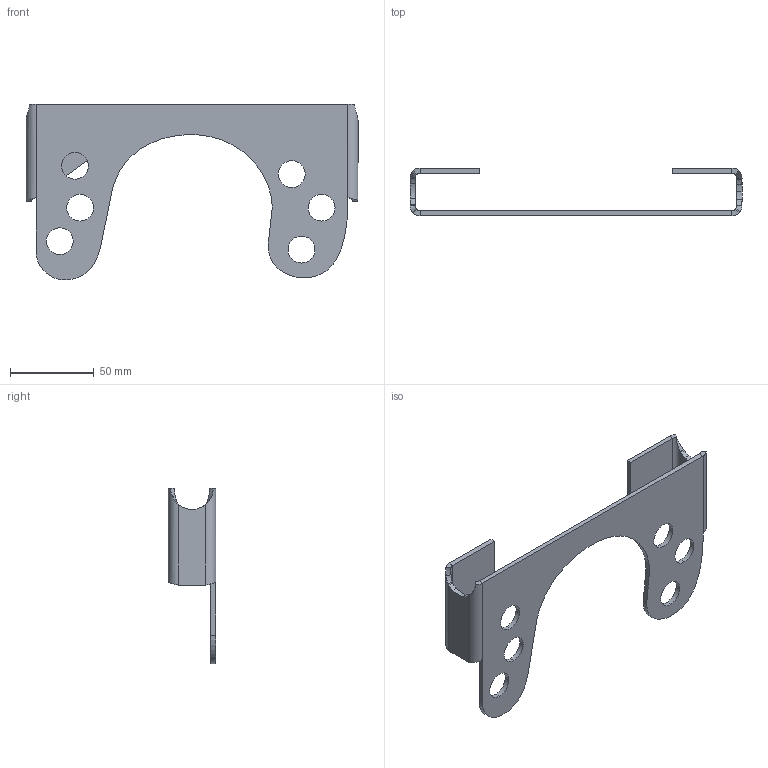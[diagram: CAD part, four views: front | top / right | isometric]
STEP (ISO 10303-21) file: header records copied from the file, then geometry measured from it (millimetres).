
FILE_DESCRIPTION (( 'STEP AP203' ), '1' );
FILE_NAME ('xmas bearing_Default_sldprt.STEP', '2026-02-04T19:33:44', ( '' ), ( '' ), 'SwSTEP 2.0', 'SolidWorks 2025', '' );
FILE_SCHEMA (( 'CONFIG_CONTROL_DESIGN' ));
Length unit declared in the file: millimetre
Products named in the file (1): xmas bearing_Default_sldprt
Bounding box: 198 x 28.4 x 104.71 mm (x, y, z)
Volume: 48677.4 mm3; surface area: 36134.3 mm2
Topology: 1 solids, 1 shells, 69 faces, 177 edges, 110 vertices
Faces by surface type: cylinder 26, plane 25, bspline 18
Entity records: 2821 total; most frequent: CARTESIAN_POINT 1160, ORIENTED_EDGE 354, DIRECTION 279, EDGE_CURVE 177, VERTEX_POINT 110, AXIS2_PLACEMENT_3D 96, VECTOR 87, LINE 87
